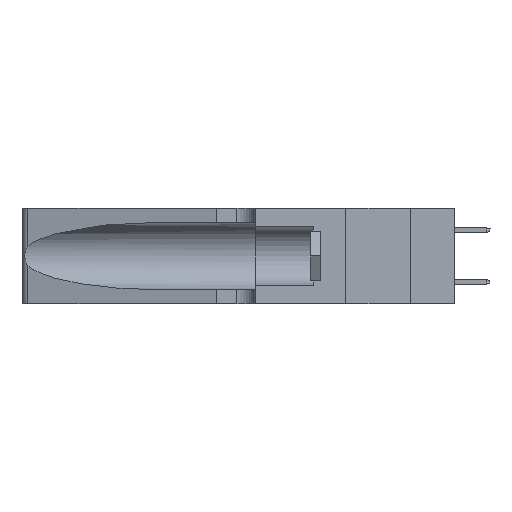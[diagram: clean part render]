
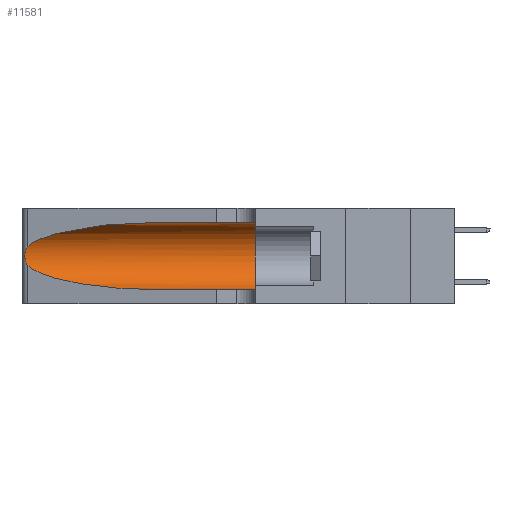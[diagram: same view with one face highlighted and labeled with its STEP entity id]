
A CAD part, left-side view. The second image highlights one B-rep face of the part: STEP entity #11581.
In plain terms, the highlighted cylindrical face has radius 3.308 mm (diameter 6.617 mm), a partial arc.
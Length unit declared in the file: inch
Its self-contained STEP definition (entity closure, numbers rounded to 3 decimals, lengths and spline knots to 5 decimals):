
#687 = VECTOR ( 'NONE', #2676, 39.37008 ) ;
#2254 = CYLINDRICAL_SURFACE ( 'NONE', #20360, 0.13025 ) ;
#2676 = DIRECTION ( 'NONE',  ( 0., -1., 0. ) ) ;
#3000 = ORIENTED_EDGE ( 'NONE', *, *, #25799, .F. ) ;
#3168 = VERTEX_POINT ( 'NONE', #43944 ) ;
#3592 = B_SPLINE_CURVE_WITH_KNOTS ( 'NONE', 3,
 ( #43813, #40583, #20706, #47299, #5626, #24434, #25424, #16755, #24686, #39594, #40330, #14019, #13772, #29147 ),
 .UNSPECIFIED., .F., .F.,
 ( 4, 2, 2, 2, 2, 2, 4 ),
 ( 0., 0.00027, 0.00053, 0.00107, 0.0016, 0.00187, 0.00214 ),
 .UNSPECIFIED. ) ;
#5626 = CARTESIAN_POINT ( 'NONE',  ( 0.25854, 1.2359, 0.20912 ) ) ;
#5966 = DIRECTION ( 'NONE',  ( 0., -1., 0. ) ) ;
#6845 = CARTESIAN_POINT ( 'NONE',  ( 0.1305, 0.35, 0.31525 ) ) ;
#8821 = ORIENTED_EDGE ( 'NONE', *, *, #36271, .T. ) ;
#11352 = VERTEX_POINT ( 'NONE', #27056 ) ;
#11581 = ADVANCED_FACE ( 'NONE', ( #28999 ), #2254, .F. ) ;
#12465 = EDGE_CURVE ( 'NONE', #11352, #3168, #24913, .T. ) ;
#13295 = CARTESIAN_POINT ( 'NONE',  ( 0.25487, 1.22718, 0.22369 ) ) ;
#13772 = CARTESIAN_POINT ( 'NONE',  ( 0.25555, 1.22993, 0.14849 ) ) ;
#14019 = CARTESIAN_POINT ( 'NONE',  ( 0.25639, 1.23186, 0.15144 ) ) ;
#14959 = DIRECTION ( 'NONE',  ( 0., 1., 0. ) ) ;
#14982 = VERTEX_POINT ( 'NONE', #6845 ) ;
#16755 = CARTESIAN_POINT ( 'NONE',  ( 0.26075, 1.23896, 0.178 ) ) ;
#16840 = AXIS2_PLACEMENT_3D ( 'NONE', #18656, #14959, #30094 ) ;
#18656 = CARTESIAN_POINT ( 'NONE',  ( 0.1305, 0.35, 0.185 ) ) ;
#18902 = EDGE_CURVE ( 'NONE', #22181, #20313, #25783, .T. ) ;
#19206 = CIRCLE ( 'NONE', #16840, 0.13025 ) ;
#19862 = EDGE_CURVE ( 'NONE', #14982, #3168, #19206, .T. ) ;
#20313 = VERTEX_POINT ( 'NONE', #13295 ) ;
#20360 = AXIS2_PLACEMENT_3D ( 'NONE', #40679, #5966, #32483 ) ;
#20701 = CARTESIAN_POINT ( 'NONE',  ( 0.1305, 0.72297, 0.05475 ) ) ;
#20706 = CARTESIAN_POINT ( 'NONE',  ( 0.25639, 1.23184, 0.21858 ) ) ;
#22181 = VERTEX_POINT ( 'NONE', #44422 ) ;
#22493 = ORIENTED_EDGE ( 'NONE', *, *, #18902, .T. ) ;
#24434 = CARTESIAN_POINT ( 'NONE',  ( 0.26018, 1.23835, 0.19895 ) ) ;
#24686 = CARTESIAN_POINT ( 'NONE',  ( 0.26017, 1.23833, 0.17102 ) ) ;
#24913 = LINE ( 'NONE', #32621, #33146 ) ;
#25424 = CARTESIAN_POINT ( 'NONE',  ( 0.26075, 1.23896, 0.19203 ) ) ;
#25783 =( BOUNDED_CURVE ( )  B_SPLINE_CURVE ( 3, ( #45124, #41405, #26245, #37668 ),
 .UNSPECIFIED., .F., .T. ) 
 B_SPLINE_CURVE_WITH_KNOTS ( ( 4, 4 ),
 ( 1.5708, 2.84003 ),
 .UNSPECIFIED. ) 
 CURVE ( )  GEOMETRIC_REPRESENTATION_ITEM ( )  RATIONAL_B_SPLINE_CURVE ( ( 1., 0.87, 0.87, 1. ) ) 
 REPRESENTATION_ITEM ( '' )  );
#25799 = EDGE_CURVE ( 'NONE', #22181, #14982, #37373, .T. ) ;
#26245 = CARTESIAN_POINT ( 'NONE',  ( 0.2373, 1.15595, 0.28018 ) ) ;
#26776 = ORIENTED_EDGE ( 'NONE', *, *, #42964, .T. ) ;
#27056 = CARTESIAN_POINT ( 'NONE',  ( 0.1305, 0.72297, 0.05475 ) ) ;
#27539 = EDGE_LOOP ( 'NONE', ( #22493, #8821, #26776, #31677, #33764, #3000 ) ) ;
#27929 = CARTESIAN_POINT ( 'NONE',  ( 0.2373, 1.15595, 0.08982 ) ) ;
#28999 = FACE_OUTER_BOUND ( 'NONE', #27539, .T. ) ;
#29147 = CARTESIAN_POINT ( 'NONE',  ( 0.25487, 1.22718, 0.14631 ) ) ;
#29170 = CARTESIAN_POINT ( 'NONE',  ( 0.1305, 1.61858, 0.31525 ) ) ;
#30094 = DIRECTION ( 'NONE',  ( 0., 0., 1. ) ) ;
#30866 =( BOUNDED_CURVE ( )  B_SPLINE_CURVE ( 3, ( #31645, #27929, #47294, #20701 ),
 .UNSPECIFIED., .F., .T. ) 
 B_SPLINE_CURVE_WITH_KNOTS ( ( 4, 4 ),
 ( 3.44316, 4.71239 ),
 .UNSPECIFIED. ) 
 CURVE ( )  GEOMETRIC_REPRESENTATION_ITEM ( )  RATIONAL_B_SPLINE_CURVE ( ( 1., 0.87, 0.87, 1. ) ) 
 REPRESENTATION_ITEM ( '' )  );
#31645 = CARTESIAN_POINT ( 'NONE',  ( 0.25487, 1.22718, 0.14631 ) ) ;
#31677 = ORIENTED_EDGE ( 'NONE', *, *, #12465, .T. ) ;
#32483 = DIRECTION ( 'NONE',  ( 0., 0., -1. ) ) ;
#32621 = CARTESIAN_POINT ( 'NONE',  ( 0.1305, 1.61858, 0.05475 ) ) ;
#33146 = VECTOR ( 'NONE', #47276, 39.37008 ) ;
#33764 = ORIENTED_EDGE ( 'NONE', *, *, #19862, .F. ) ;
#36271 = EDGE_CURVE ( 'NONE', #20313, #48344, #3592, .T. ) ;
#37373 = LINE ( 'NONE', #29170, #687 ) ;
#37668 = CARTESIAN_POINT ( 'NONE',  ( 0.25487, 1.22718, 0.22369 ) ) ;
#39443 = CARTESIAN_POINT ( 'NONE',  ( 0.25487, 1.22718, 0.14631 ) ) ;
#39594 = CARTESIAN_POINT ( 'NONE',  ( 0.25856, 1.23593, 0.16098 ) ) ;
#40330 = CARTESIAN_POINT ( 'NONE',  ( 0.25789, 1.23486, 0.15765 ) ) ;
#40583 = CARTESIAN_POINT ( 'NONE',  ( 0.25555, 1.22994, 0.2215 ) ) ;
#40679 = CARTESIAN_POINT ( 'NONE',  ( 0.1305, 1.61858, 0.185 ) ) ;
#41405 = CARTESIAN_POINT ( 'NONE',  ( 0.18966, 0.96281, 0.31525 ) ) ;
#42964 = EDGE_CURVE ( 'NONE', #48344, #11352, #30866, .T. ) ;
#43813 = CARTESIAN_POINT ( 'NONE',  ( 0.25487, 1.22718, 0.22369 ) ) ;
#43944 = CARTESIAN_POINT ( 'NONE',  ( 0.1305, 0.35, 0.05475 ) ) ;
#44422 = CARTESIAN_POINT ( 'NONE',  ( 0.1305, 0.72297, 0.31525 ) ) ;
#45124 = CARTESIAN_POINT ( 'NONE',  ( 0.1305, 0.72297, 0.31525 ) ) ;
#47276 = DIRECTION ( 'NONE',  ( 0., -1., 0. ) ) ;
#47294 = CARTESIAN_POINT ( 'NONE',  ( 0.18966, 0.96281, 0.05475 ) ) ;
#47299 = CARTESIAN_POINT ( 'NONE',  ( 0.25787, 1.23484, 0.2124 ) ) ;
#48344 = VERTEX_POINT ( 'NONE', #39443 ) ;
